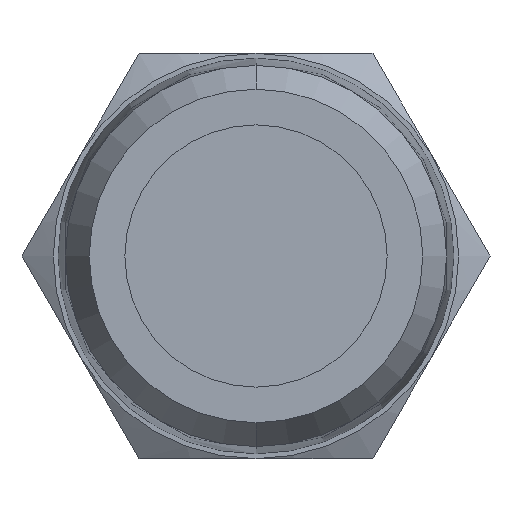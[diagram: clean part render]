
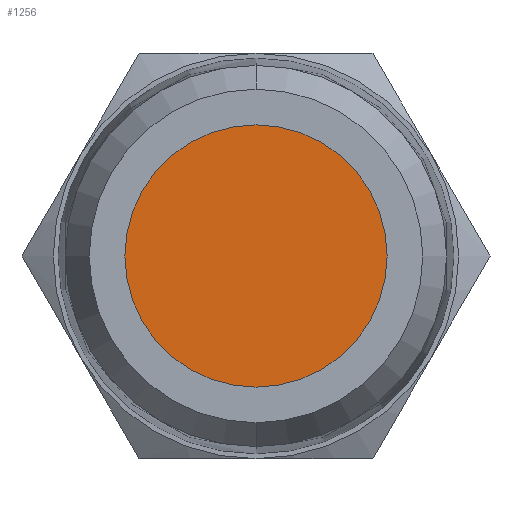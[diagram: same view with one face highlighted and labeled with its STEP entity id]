
A CAD part, front view. The second image highlights one B-rep face of the part: STEP entity #1256.
In plain terms, the highlighted planar face has unit normal (0, -1, 0).
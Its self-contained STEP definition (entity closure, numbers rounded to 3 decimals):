
#147 = EDGE_LOOP ( 'NONE', ( #366, #1442 ) ) ;
#221 = DIRECTION ( 'NONE',  ( 0., -1., 0. ) ) ;
#234 = CIRCLE ( 'NONE', #1237, 5.5 ) ;
#353 = DIRECTION ( 'NONE',  ( 0., 0., -1. ) ) ;
#366 = ORIENTED_EDGE ( 'NONE', *, *, #709, .T. ) ;
#483 = AXIS2_PLACEMENT_3D ( 'NONE', #1637, #1484, #1646 ) ;
#510 = AXIS2_PLACEMENT_3D ( 'NONE', #734, #1541, #353 ) ;
#709 = EDGE_CURVE ( 'NONE', #1599, #1248, #234, .T. ) ;
#734 = CARTESIAN_POINT ( 'NONE',  ( 0., 0.926, 0. ) ) ;
#857 = CARTESIAN_POINT ( 'NONE',  ( 0., 0.926, -5.5 ) ) ;
#874 = FACE_OUTER_BOUND ( 'NONE', #147, .T. ) ;
#920 = CIRCLE ( 'NONE', #510, 5.5 ) ;
#1116 = CARTESIAN_POINT ( 'NONE',  ( 0., 0.926, 5.5 ) ) ;
#1227 = PLANE ( 'NONE',  #483 ) ;
#1237 = AXIS2_PLACEMENT_3D ( 'NONE', #1674, #221, #1702 ) ;
#1248 = VERTEX_POINT ( 'NONE', #1116 ) ;
#1256 = ADVANCED_FACE ( 'NONE', ( #874 ), #1227, .F. ) ;
#1442 = ORIENTED_EDGE ( 'NONE', *, *, #1570, .T. ) ;
#1484 = DIRECTION ( 'NONE',  ( 0., 1., 0. ) ) ;
#1541 = DIRECTION ( 'NONE',  ( 0., -1., 0. ) ) ;
#1570 = EDGE_CURVE ( 'NONE', #1248, #1599, #920, .T. ) ;
#1599 = VERTEX_POINT ( 'NONE', #857 ) ;
#1637 = CARTESIAN_POINT ( 'NONE',  ( 0., 0.926, 0. ) ) ;
#1646 = DIRECTION ( 'NONE',  ( 0., 0., 1. ) ) ;
#1674 = CARTESIAN_POINT ( 'NONE',  ( 0., 0.926, 0. ) ) ;
#1702 = DIRECTION ( 'NONE',  ( 0., 0., -1. ) ) ;
